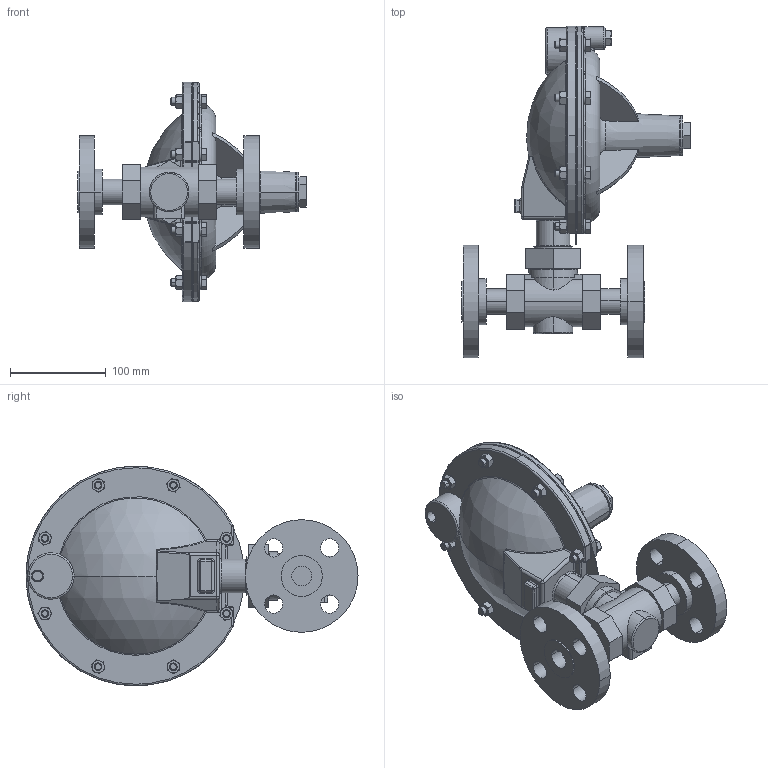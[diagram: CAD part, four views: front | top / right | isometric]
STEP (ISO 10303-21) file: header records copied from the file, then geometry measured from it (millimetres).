
FILE_DESCRIPTION (( 'STEP AP203' ), '1' );
FILE_NAME ('608IS-075-CS+S6-F3.STEP', '2017-09-07T14:55:56', ( '' ), ( '' ), 'SwSTEP 2.0', 'SolidWorks 2014', '' );
FILE_SCHEMA (( 'CONFIG_CONTROL_DESIGN' ));
Length unit declared in the file: inch
Products named in the file (1): 608IS-075-CS+S6-F3
Bounding box: 238.15 x 345.85 x 228.6 mm (x, y, z)
Volume: 2630446.9 mm3; surface area: 253987.5 mm2
Topology: 3 solids, 3 shells, 716 faces, 1714 edges, 1034 vertices
Faces by surface type: plane 287, cylinder 181, cone 174, torus 45, sphere 16, bspline 13
Entity records: 23261 total; most frequent: CARTESIAN_POINT 6994, ORIENTED_EDGE 3398, DIRECTION 3357, EDGE_CURVE 1699, AXIS2_PLACEMENT_3D 1363, VERTEX_POINT 1034, EDGE_LOOP 799, ADVANCED_FACE 716
